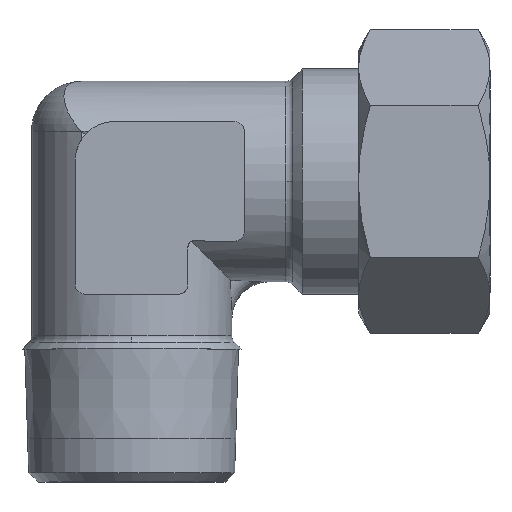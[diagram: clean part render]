
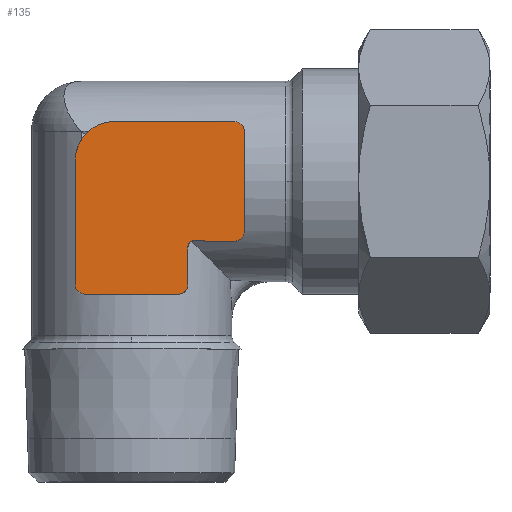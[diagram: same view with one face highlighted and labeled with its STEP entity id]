
A CAD part, top view. The second image highlights one B-rep face of the part: STEP entity #135.
In plain terms, the highlighted planar face has unit normal (0, 0, 1).
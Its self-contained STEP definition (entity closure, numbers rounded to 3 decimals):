
#135=ADVANCED_FACE('',(#343),#344,.T.);
#343=FACE_OUTER_BOUND('',#582,.T.);
#344=PLANE('',#583);
#582=EDGE_LOOP('',(#1329,#1330,#1331,#1332,#1333,#1334,#1335,#1336,#1337,#1338,#1339,#1340,#1341,#1342,#1343,#1344,#1345,#1346));
#583=AXIS2_PLACEMENT_3D('',#1347,#1348,#1349);
#1329=ORIENTED_EDGE('',*,*,#1803,.F.);
#1330=ORIENTED_EDGE('',*,*,#1798,.F.);
#1331=ORIENTED_EDGE('',*,*,#1792,.F.);
#1332=ORIENTED_EDGE('',*,*,#1617,.F.);
#1333=ORIENTED_EDGE('',*,*,#1781,.F.);
#1334=ORIENTED_EDGE('',*,*,#1777,.F.);
#1335=ORIENTED_EDGE('',*,*,#1816,.F.);
#1336=ORIENTED_EDGE('',*,*,#1814,.F.);
#1337=ORIENTED_EDGE('',*,*,#1806,.F.);
#1338=ORIENTED_EDGE('',*,*,#1813,.F.);
#1339=ORIENTED_EDGE('',*,*,#1811,.F.);
#1340=ORIENTED_EDGE('',*,*,#1809,.F.);
#1341=ORIENTED_EDGE('',*,*,#1612,.F.);
#1342=ORIENTED_EDGE('',*,*,#1808,.F.);
#1343=ORIENTED_EDGE('',*,*,#1757,.F.);
#1344=ORIENTED_EDGE('',*,*,#1763,.F.);
#1345=ORIENTED_EDGE('',*,*,#1788,.F.);
#1346=ORIENTED_EDGE('',*,*,#1624,.F.);
#1347=CARTESIAN_POINT('',(4.005,44.261,16.0));
#1348=DIRECTION('',(0.0,0.0,1.0));
#1349=DIRECTION('',(1.0,0.0,0.0));
#1612=EDGE_CURVE('',#1945,#1948,#1949,.T.);
#1617=EDGE_CURVE('',#1955,#1953,#1957,.T.);
#1624=EDGE_CURVE('',#1968,#1966,#1970,.T.);
#1757=EDGE_CURVE('',#2184,#2186,#2187,.T.);
#1763=EDGE_CURVE('',#2194,#2184,#2196,.T.);
#1777=EDGE_CURVE('',#2219,#2221,#2222,.T.);
#1781=EDGE_CURVE('',#2221,#1955,#2226,.T.);
#1788=EDGE_CURVE('',#1966,#2194,#2235,.T.);
#1792=EDGE_CURVE('',#1953,#2241,#2242,.T.);
#1798=EDGE_CURVE('',#2241,#1926,#2250,.T.);
#1803=EDGE_CURVE('',#1926,#1968,#2256,.T.);
#1806=EDGE_CURVE('',#2101,#2259,#2260,.T.);
#1808=EDGE_CURVE('',#2186,#1945,#2262,.T.);
#1809=EDGE_CURVE('',#1948,#2263,#2264,.T.);
#1811=EDGE_CURVE('',#2263,#2266,#2267,.T.);
#1813=EDGE_CURVE('',#2266,#2101,#2269,.T.);
#1814=EDGE_CURVE('',#2259,#2270,#2271,.T.);
#1816=EDGE_CURVE('',#2270,#2219,#2273,.T.);
#1926=VERTEX_POINT('',#2480);
#1945=VERTEX_POINT('',#2555);
#1948=VERTEX_POINT('',#2559);
#1949=CIRCLE('',#2560,0.967);
#1953=VERTEX_POINT('',#2578);
#1955=VERTEX_POINT('',#2581);
#1957=CIRCLE('',#2584,1.638);
#1966=VERTEX_POINT('',#2610);
#1968=VERTEX_POINT('',#2613);
#1970=CIRCLE('',#2616,1.638);
#2101=VERTEX_POINT('',#3118);
#2184=VERTEX_POINT('',#3471);
#2186=VERTEX_POINT('',#3474);
#2187=LINE('',#3475,#3476);
#2194=VERTEX_POINT('',#3487);
#2196=LINE('',#3490,#3491);
#2219=VERTEX_POINT('',#3561);
#2221=VERTEX_POINT('',#3564);
#2222=CIRCLE('',#3565,6.24);
#2226=LINE('',#3572,#3573);
#2235=CIRCLE('',#3601,1.638);
#2241=VERTEX_POINT('',#3623);
#2242=CIRCLE('',#3624,1.638);
#2250=LINE('',#3635,#3636);
#2256=LINE('',#3644,#3645);
#2259=VERTEX_POINT('',#3650);
#2260=LINE('',#3651,#3652);
#2262=CIRCLE('',#3655,0.967);
#2263=VERTEX_POINT('',#3656);
#2264=LINE('',#3657,#3658);
#2266=VERTEX_POINT('',#3661);
#2267=CIRCLE('',#3662,1.5);
#2269=LINE('',#3665,#3666);
#2270=VERTEX_POINT('',#3667);
#2271=CIRCLE('',#3668,1.5);
#2273=LINE('',#3671,#3672);
#2480=CARTESIAN_POINT('',(18.0,48.0,16.0));
#2555=CARTESIAN_POINT('',(8.999,37.559,16.0));
#2559=CARTESIAN_POINT('',(9.0,37.525,16.0));
#2560=AXIS2_PLACEMENT_3D('',#3814,#3815,#3816);
#2578=CARTESIAN_POINT('',(18.002,55.927,16.0));
#2581=CARTESIAN_POINT('',(16.5,57.559,16.0));
#2584=AXIS2_PLACEMENT_3D('',#3820,#3821,#3822);
#2610=CARTESIAN_POINT('',(18.002,40.073,16.0));
#2613=CARTESIAN_POINT('',(18.0,40.161,16.0));
#2616=AXIS2_PLACEMENT_3D('',#3830,#3831,#3832);
#3118=CARTESIAN_POINT('',(0.0,30.,16.0));
#3471=CARTESIAN_POINT('',(13.143,38.441,16.0));
#3474=CARTESIAN_POINT('',(10.0,38.525,16.0));
#3475=CARTESIAN_POINT('',(10.0,38.525,16.0));
#3476=VECTOR('',#4023,1.0);
#3487=CARTESIAN_POINT('',(16.5,38.441,16.0));
#3490=CARTESIAN_POINT('',(13.143,38.441,16.0));
#3491=VECTOR('',#4029,1.0);
#3561=CARTESIAN_POINT('',(-9.0,51.396,16.0));
#3564=CARTESIAN_POINT('',(-3.0,57.559,16.0));
#3565=AXIS2_PLACEMENT_3D('',#4040,#4041,#4042);
#3572=CARTESIAN_POINT('',(-3.0,57.559,16.0));
#3573=VECTOR('',#4046,1.0);
#3601=AXIS2_PLACEMENT_3D('',#4054,#4055,#4056);
#3623=CARTESIAN_POINT('',(18.0,55.839,16.0));
#3624=AXIS2_PLACEMENT_3D('',#4061,#4062,#4063);
#3635=CARTESIAN_POINT('',(18.0,55.839,16.0));
#3636=VECTOR('',#4073,1.0);
#3644=CARTESIAN_POINT('',(18.0,55.839,16.0));
#3645=VECTOR('',#4082,1.0);
#3650=CARTESIAN_POINT('',(-7.5,30.,16.0));
#3651=CARTESIAN_POINT('',(-7.5,30.,16.0));
#3652=VECTOR('',#4085,1.0);
#3655=AXIS2_PLACEMENT_3D('',#4087,#4088,#4089);
#3656=CARTESIAN_POINT('',(9.0,31.5,16.0));
#3657=CARTESIAN_POINT('',(9.0,37.525,16.0));
#3658=VECTOR('',#4090,1.0);
#3661=CARTESIAN_POINT('',(7.5,30.,16.0));
#3662=AXIS2_PLACEMENT_3D('',#4092,#4093,#4094);
#3665=CARTESIAN_POINT('',(-7.5,30.,16.0));
#3666=VECTOR('',#4096,1.0);
#3667=CARTESIAN_POINT('',(-9.0,31.5,16.0));
#3668=AXIS2_PLACEMENT_3D('',#4097,#4098,#4099);
#3671=CARTESIAN_POINT('',(-9.0,31.5,16.0));
#3672=VECTOR('',#4101,1.0);
#3814=CARTESIAN_POINT('',(9.966,37.559,16.0));
#3815=DIRECTION('',(0.0,0.0,1.0));
#3816=DIRECTION('',(1.0,0.0,0.0));
#3820=CARTESIAN_POINT('',(16.365,55.927,16.0));
#3821=DIRECTION('',(0.0,0.0,-1.0));
#3822=DIRECTION('',(1.0,0.0,0.0));
#3830=CARTESIAN_POINT('',(16.365,40.073,16.0));
#3831=DIRECTION('',(0.0,0.0,-1.0));
#3832=DIRECTION('',(1.0,0.0,0.0));
#4023=DIRECTION('',(-1.,0.027,0.0));
#4029=DIRECTION('',(-1.0,-0.0,-0.0));
#4040=CARTESIAN_POINT('',(-2.76,51.323,16.0));
#4041=DIRECTION('',(0.0,0.0,-1.0));
#4042=DIRECTION('',(1.0,0.0,0.0));
#4046=DIRECTION('',(1.0,0.0,0.0));
#4054=CARTESIAN_POINT('',(16.365,40.073,16.0));
#4055=DIRECTION('',(0.0,0.0,-1.0));
#4056=DIRECTION('',(1.0,0.0,0.0));
#4061=CARTESIAN_POINT('',(16.365,55.927,16.0));
#4062=DIRECTION('',(0.0,0.0,-1.0));
#4063=DIRECTION('',(1.0,0.0,0.0));
#4073=DIRECTION('',(0.0,-1.0,0.0));
#4082=DIRECTION('',(0.0,-1.0,0.0));
#4085=DIRECTION('',(-1.0,-0.0,-0.0));
#4087=CARTESIAN_POINT('',(9.966,37.559,16.0));
#4088=DIRECTION('',(0.0,0.0,1.0));
#4089=DIRECTION('',(1.0,0.0,0.0));
#4090=DIRECTION('',(0.0,-1.0,0.0));
#4092=CARTESIAN_POINT('',(7.5,31.5,16.0));
#4093=DIRECTION('',(0.0,0.0,-1.0));
#4094=DIRECTION('',(1.0,0.0,0.0));
#4096=DIRECTION('',(-1.0,-0.0,-0.0));
#4097=CARTESIAN_POINT('',(-7.5,31.5,16.0));
#4098=DIRECTION('',(0.0,0.0,-1.0));
#4099=DIRECTION('',(1.0,0.0,0.0));
#4101=DIRECTION('',(0.0,1.0,0.0));
